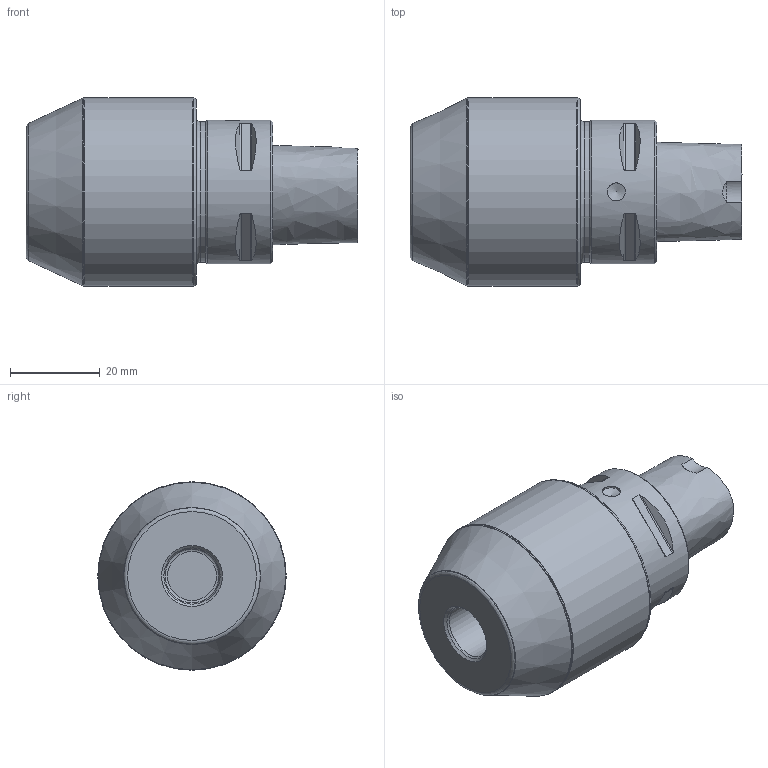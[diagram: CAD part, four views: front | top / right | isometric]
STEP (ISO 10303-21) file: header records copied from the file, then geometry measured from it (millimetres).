
FILE_DESCRIPTION(/* description */ (''),/* implementation_level */ '2;1');
FILE_NAME(/* name */ 'AC3-EM-12-055.stp',/* time_stamp */ '2024-11-15T10:42:12+03:00',/* author */ (''),/* organization */ (''),/* preprocessor_version */ 'ST-DEVELOPER v19.4',/* originating_system */ 'SIEMENS PLM Software NX2306.5001',/* authorisation */ '');
FILE_SCHEMA (('AUTOMOTIVE_DESIGN { 1 0 10303 214 3 1 1 1 }'));
Length unit declared in the file: millimetre
Products named in the file (1): AC3-EM-12-055-light_objects
Bounding box: 74 x 42 x 42 mm (x, y, z)
Volume: 62852.5 mm3; surface area: 11729.9 mm2
Topology: 1 solids, 1 shells, 50 faces, 108 edges, 66 vertices
Faces by surface type: plane 17, cylinder 15, cone 12, torus 5, bspline 1
Full cylindrical faces by diameter (mm): 4 x1, 12 x1, 12.5 x1, 31.4 x1, 32 x1, 42 x1
Entity records: 1837 total; most frequent: CARTESIAN_POINT 846, DIRECTION 194, ORIENTED_EDGE 160, AXIS2_PLACEMENT_3D 85, EDGE_LOOP 80, EDGE_CURVE 80, VERTEX_POINT 63, FACE_BOUND 57
